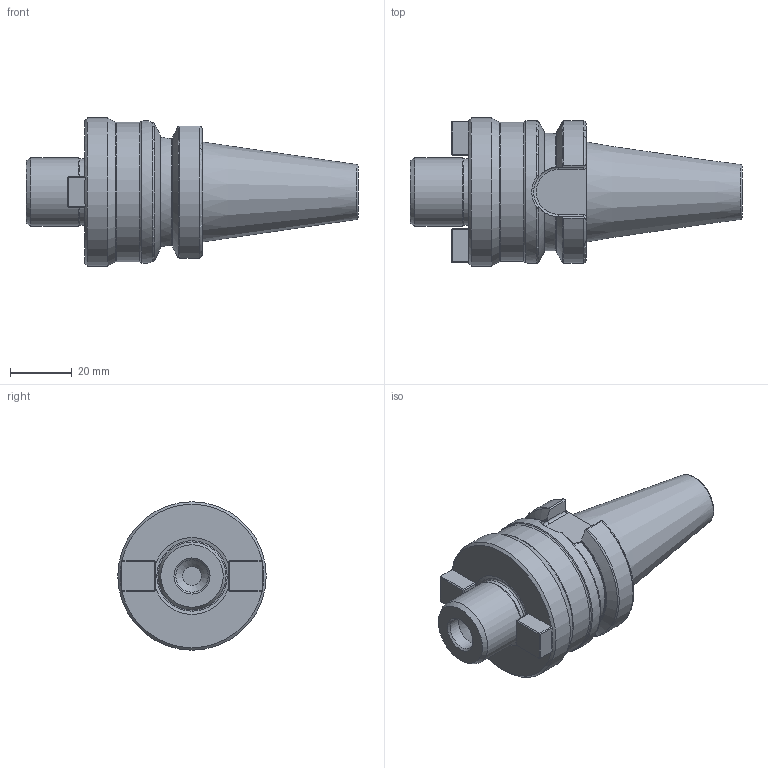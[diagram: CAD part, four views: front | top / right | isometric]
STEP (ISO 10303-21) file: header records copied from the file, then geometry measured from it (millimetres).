
FILE_DESCRIPTION(/* description */ (''),/* implementation_level */ '2;1');
FILE_NAME(/* name */ 'ABT30-FM-22-040.stp',/* time_stamp */ '2024-12-19T09:39:26+03:00',/* author */ (''),/* organization */ (''),/* preprocessor_version */ 'ST-DEVELOPER v19.4',/* originating_system */ 'SIEMENS PLM Software NX2306.3001',/* authorisation */ '');
FILE_SCHEMA (('AUTOMOTIVE_DESIGN { 1 0 10303 214 3 1 1 1 }'));
Length unit declared in the file: millimetre
Products named in the file (1): ABT30-FM-22-040-LIGHT_objects
Bounding box: 107.4 x 48 x 48 mm (x, y, z)
Volume: 91102.5 mm3; surface area: 14856.6 mm2
Topology: 1 solids, 1 shells, 120 faces, 295 edges, 180 vertices
Faces by surface type: plane 61, cylinder 22, cone 18, torus 17, bspline 2
Full cylindrical faces by diameter (mm): 4 x1, 10 x1, 10.5 x1, 21.5 x1, 22 x1, 45 x1, 46 x1, 48 x1
Entity records: 3661 total; most frequent: CARTESIAN_POINT 1012, ORIENTED_EDGE 530, DIRECTION 514, EDGE_CURVE 265, AXIS2_PLACEMENT_3D 195, VERTEX_POINT 176, EDGE_LOOP 148, LINE 124
